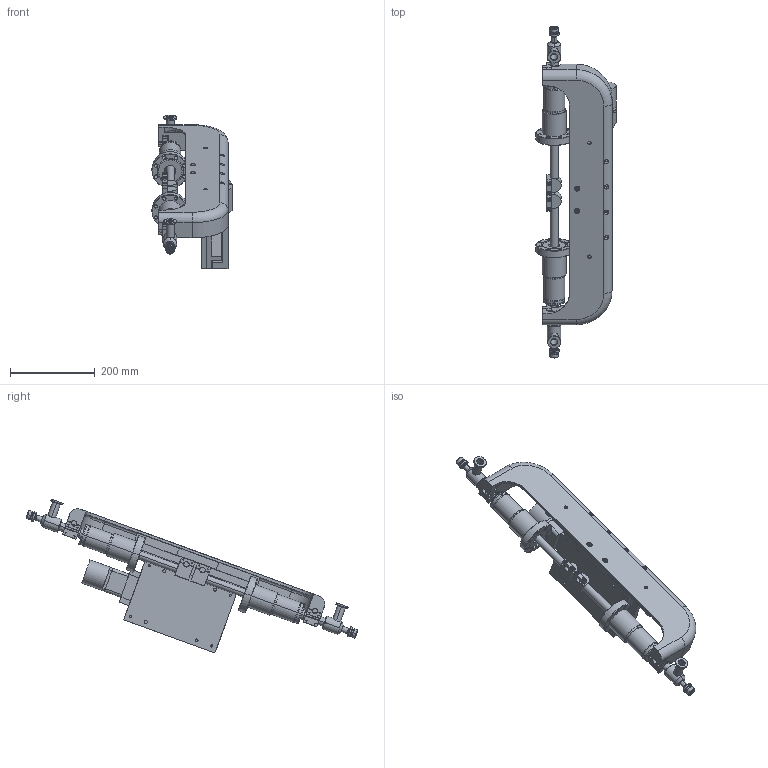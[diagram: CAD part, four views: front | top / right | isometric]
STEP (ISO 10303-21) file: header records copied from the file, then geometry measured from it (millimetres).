
FILE_DESCRIPTION(('OneSpaceDesigner STEP Export'),'2;1');
FILE_NAME('GRATING_DRIVE.stp','2004-01-28T 8:44:24',(''),(''),'OneSpace Designer STEP processor (Jan. 2003) for AP214(CD)(Solid Model)','OneSpace Designer 12.00 10-Sep-2003 (C) CoCreate Software GmbH','');
FILE_SCHEMA(('AUTOMOTIVE_DESIGN_CC2 {1 2 10303 214 -1 1 5 1}'));
Length unit declared in the file: millimetre
Products named in the file (39): STAGE_HARD_STOP_LOWER.1; MID_TUBE_FITTING_SST; BELLOWS_CUFF_ADAPTOR; FEEDTHRU_BELLOWS_COMPRESSED; BELLOWS_CUFF_B; 3.37CFF_ROT_INNER; 3.37CFF_ROT_OUTER; CONFLAT_ROTATABLE_3.37IN_ASSY; WELDED_BELLOWS_ASSY_STD.1; ACTUATOR_TUBE_SST.1; A_TUBE_END_FITTING; A_ACTUATOR_TUBE_WELDMENT; FEEDTHRU_BELLOWS_COVER_A.1; SMALL_FLEX_PIVOT_CLAMP2; ACTUATOR_COOLANT_TUBE_SS; ACTUATOR_COOLANT_CAP_SS; ACTUATOR_TUBE_WELD_AND_MACHINE; GUARD_VACUUM_CAP; ALS20Q3973-8_COOLANT_FITTING; KF-NW16-1; COOLING_PROBE_WELDMENT_ASSY.1; FEEDTHRU_BELLOWS_COVER_B.1; FEEDTHRU_BELLOWS_COVER_C.1; A_FEEDTHRU_ACTUATOR_TUBE_ASSY; HEIDENHAIN_READER_HEAD; HEIDENHAIN_LINEAR_SCALE; GRATING_ROD_YOKE; HEIDENHAIN_LINEAR_ASSY-L; MIRROR_STAGE_MOTOR; B_TUBE_END_FITTING_SST; B_ACTUATOR_TUBE_WELDMENT; B_FEEDTHRU_ACTUATOR_TUBE_ASSY.1; MIRROR_STAGE_MOTORBLOCK; MIRROR_STAGE_BASE_CONN_BLOCK; MIRROR_STAGE_MOTOR_MOUNT; MIRROR_STAGE_TOP; MIRROR_STAGE_ASSY; MIRROR_STAGE_BASE_SPACER_BLOCK; GRATING_DRIVE-FEEDBACK_ASSY
Assembly tree (53 placements, depth 6):
  GRATING_DRIVE-FEEDBACK_ASSY
    MIRROR_STAGE_BASE_SPACER_BLOCK
    MIRROR_STAGE_ASSY
      MIRROR_STAGE_TOP
      MIRROR_STAGE_MOTOR_MOUNT
      MIRROR_STAGE_BASE_CONN_BLOCK
      MIRROR_STAGE_MOTORBLOCK
    B_FEEDTHRU_ACTUATOR_TUBE_ASSY.1
      SMALL_FLEX_PIVOT_CLAMP2  x2
      FEEDTHRU_BELLOWS_COVER_C.1
      B_ACTUATOR_TUBE_WELDMENT
        B_TUBE_END_FITTING_SST
        WELDED_BELLOWS_ASSY_STD.1
          CONFLAT_ROTATABLE_3.37IN_ASSY
            3.37CFF_ROT_OUTER
            3.37CFF_ROT_INNER
          BELLOWS_CUFF_B  x2
          FEEDTHRU_BELLOWS_COMPRESSED
        ACTUATOR_TUBE_SST.1
        BELLOWS_CUFF_ADAPTOR
      COOLING_PROBE_WELDMENT_ASSY.1
        KF-NW16-1
        ALS20Q3973-8_COOLANT_FITTING
        GUARD_VACUUM_CAP
        ACTUATOR_TUBE_WELD_AND_MACHINE
          ACTUATOR_COOLANT_CAP_SS
          ACTUATOR_COOLANT_TUBE_SS
      FEEDTHRU_BELLOWS_COVER_B.1
      FEEDTHRU_BELLOWS_COVER_A.1
      MID_TUBE_FITTING_SST
    MIRROR_STAGE_MOTOR
    STAGE_HARD_STOP_LOWER.1  x2
    HEIDENHAIN_LINEAR_ASSY-L
      GRATING_ROD_YOKE
      HEIDENHAIN_LINEAR_SCALE
      HEIDENHAIN_READER_HEAD
    SMALL_FLEX_PIVOT_CLAMP2  x2
    A_FEEDTHRU_ACTUATOR_TUBE_ASSY
      SMALL_FLEX_PIVOT_CLAMP2  x2
      FEEDTHRU_BELLOWS_COVER_C.1
      FEEDTHRU_BELLOWS_COVER_B.1
      COOLING_PROBE_WELDMENT_ASSY.1
        KF-NW16-1
        ALS20Q3973-8_COOLANT_FITTING
        GUARD_VACUUM_CAP
        ACTUATOR_TUBE_WELD_AND_MACHINE
          ACTUATOR_COOLANT_CAP_SS
          ACTUATOR_COOLANT_TUBE_SS
      FEEDTHRU_BELLOWS_COVER_A.1
      A_ACTUATOR_TUBE_WELDMENT
        A_TUBE_END_FITTING
        ACTUATOR_TUBE_SST.1
        WELDED_BELLOWS_ASSY_STD.1
          CONFLAT_ROTATABLE_3.37IN_ASSY
            3.37CFF_ROT_OUTER
            3.37CFF_ROT_INNER
          BELLOWS_CUFF_B  x2
          FEEDTHRU_BELLOWS_COMPRESSED
        BELLOWS_CUFF_ADAPTOR
      MID_TUBE_FITTING_SST
Bounding box: 188.5 x 781.58 x 362.16 mm (x, y, z)
Volume: 4626458.2 mm3; surface area: 1084614.6 mm2
Topology: 51 solids, 51 shells, 1453 faces, 3534 edges, 2329 vertices
Faces by surface type: cylinder 790, plane 475, cone 140, torus 48
Entity records: 35193 total; most frequent: CARTESIAN_POINT 13643, ORIENTED_EDGE 4702, DIRECTION 3598, EDGE_CURVE 2351, VERTEX_POINT 1547, AXIS2_PLACEMENT_3D 1299, EDGE_LOOP 1234, VECTOR 1000
